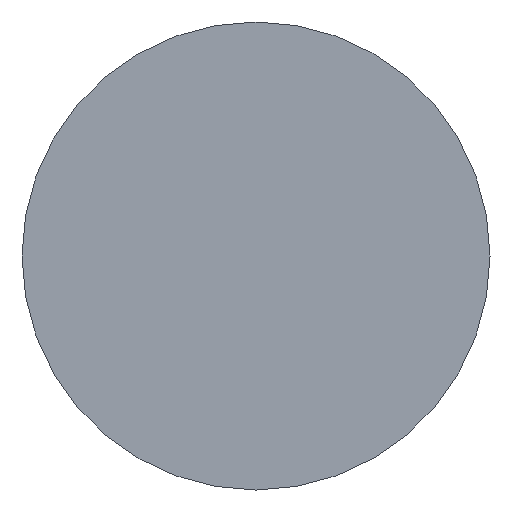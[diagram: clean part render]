
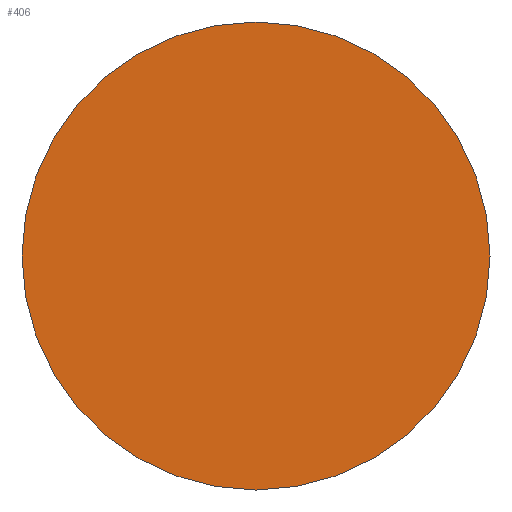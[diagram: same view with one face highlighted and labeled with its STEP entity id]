
A CAD part, front view. The second image highlights one B-rep face of the part: STEP entity #406.
In plain terms, the highlighted planar face has unit normal (0, -1, 0).
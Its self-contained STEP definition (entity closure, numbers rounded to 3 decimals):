
#276=VERTEX_POINT('',#599);
#280=EDGE_CURVE('',#276,#328,#603,.T.);
#328=VERTEX_POINT('',#656);
#376=EDGE_CURVE('',#328,#276,#711,.T.);
#406=ADVANCED_FACE('',(#745),#746,.T.);
#599=CARTESIAN_POINT('',(-30.0,-30.0,0.0));
#603=CIRCLE('',#979,30.0);
#656=CARTESIAN_POINT('',(30.0,-30.0,0.));
#711=CIRCLE('',#1122,30.0);
#745=FACE_OUTER_BOUND('',#1163,.T.);
#746=PLANE('',#1164);
#979=AXIS2_PLACEMENT_3D('',#1403,#1404,#1405);
#1122=AXIS2_PLACEMENT_3D('',#1525,#1526,#1527);
#1163=EDGE_LOOP('',(#1572,#1573));
#1164=AXIS2_PLACEMENT_3D('',#1574,#1575,#1576);
#1403=CARTESIAN_POINT('',(0.,-30.0,0.0));
#1404=DIRECTION('',(0.,-1.0,0.0));
#1405=DIRECTION('',(-1.0,0.,0.0));
#1525=CARTESIAN_POINT('',(0.,-30.0,0.0));
#1526=DIRECTION('',(0.,-1.0,0.0));
#1527=DIRECTION('',(-1.0,0.,0.0));
#1572=ORIENTED_EDGE('',*,*,#280,.T.);
#1573=ORIENTED_EDGE('',*,*,#376,.T.);
#1574=CARTESIAN_POINT('',(0.,-30.0,0.0));
#1575=DIRECTION('',(0.,-1.0,0.0));
#1576=DIRECTION('',(-1.0,0.,0.0));
